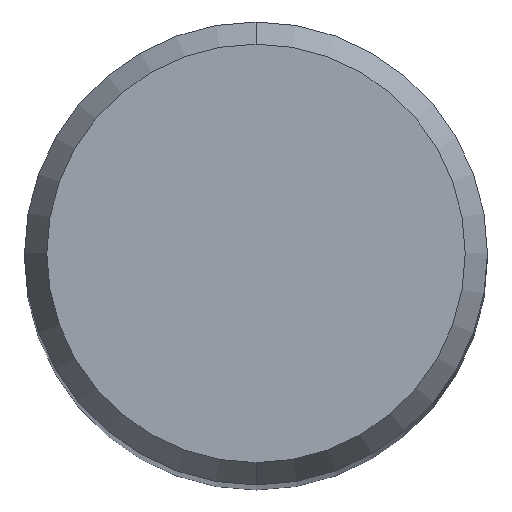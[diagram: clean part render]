
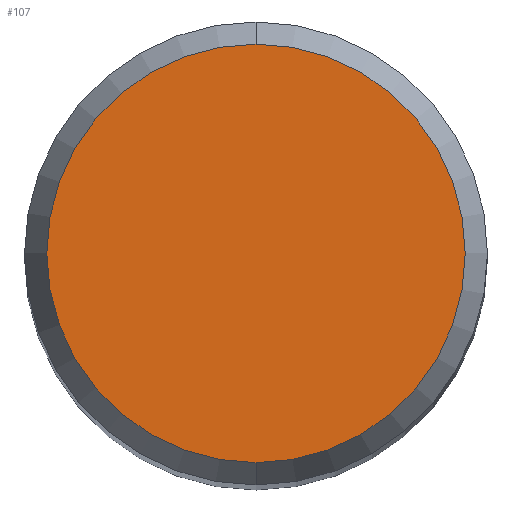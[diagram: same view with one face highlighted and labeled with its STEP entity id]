
A CAD part, top view. The second image highlights one B-rep face of the part: STEP entity #107.
In plain terms, the highlighted planar face has unit normal (0, 0, 1).
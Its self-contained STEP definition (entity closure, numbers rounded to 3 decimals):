
#107=ADVANCED_FACE('',(#259),#260,.T.);
#111=VERTEX_POINT('',#264);
#119=EDGE_CURVE('',#111,#147,#273,.T.);
#147=VERTEX_POINT('',#307);
#149=EDGE_CURVE('',#147,#111,#309,.T.);
#259=FACE_OUTER_BOUND('',#421,.T.);
#260=PLANE('',#422);
#264=CARTESIAN_POINT('',(0.0,2.158,0.));
#273=CIRCLE('',#439,2.158);
#307=CARTESIAN_POINT('',(0.,-2.158,0.));
#309=CIRCLE('',#483,2.158);
#421=EDGE_LOOP('',(#616,#617));
#422=AXIS2_PLACEMENT_3D('',#618,#619,#620);
#439=AXIS2_PLACEMENT_3D('',#632,#633,#634);
#483=AXIS2_PLACEMENT_3D('',#689,#690,#691);
#616=ORIENTED_EDGE('',*,*,#119,.F.);
#617=ORIENTED_EDGE('',*,*,#149,.F.);
#618=CARTESIAN_POINT('',(0.0,1.079,0.));
#619=DIRECTION('',(-0.0,0.0,1.0));
#620=DIRECTION('',(0.0,-1.0,0.0));
#632=CARTESIAN_POINT('',(0.0,0.0,0.));
#633=DIRECTION('',(0.0,0.0,-1.0));
#634=DIRECTION('',(0.0,1.0,0.0));
#689=CARTESIAN_POINT('',(0.0,0.0,0.));
#690=DIRECTION('',(0.0,0.0,-1.0));
#691=DIRECTION('',(0.0,1.0,0.0));
